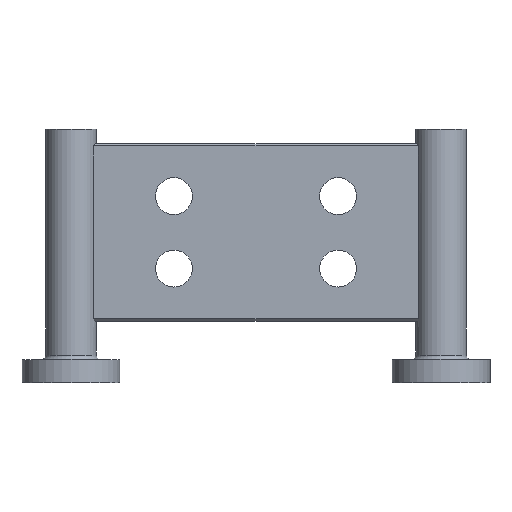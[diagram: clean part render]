
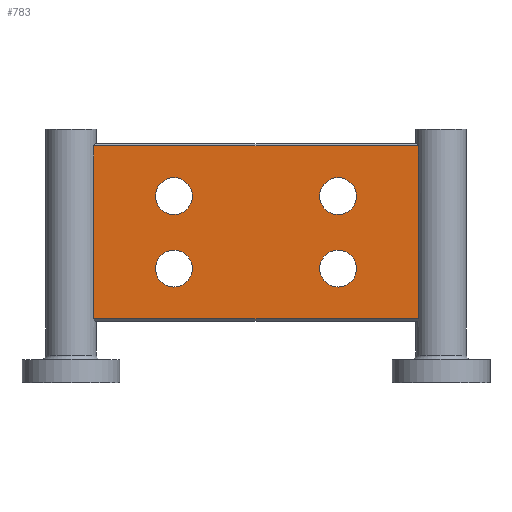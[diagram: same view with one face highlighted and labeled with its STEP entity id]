
A CAD part, front view. The second image highlights one B-rep face of the part: STEP entity #783.
In plain terms, the highlighted planar face has unit normal (0, -1, 0).
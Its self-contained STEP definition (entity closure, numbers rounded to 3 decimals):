
#10 = CARTESIAN_POINT ( 'NONE',  ( 0., 0., 102.75 ) ) ;
#43 = FACE_BOUND ( 'NONE', #965, .T. ) ;
#51 = VERTEX_POINT ( 'NONE', #460 ) ;
#54 = ORIENTED_EDGE ( 'NONE', *, *, #1184, .T. ) ;
#66 = DIRECTION ( 'NONE',  ( 0., -1., 0. ) ) ;
#78 = LINE ( 'NONE', #1095, #1117 ) ;
#87 = DIRECTION ( 'NONE',  ( 0., -1., 0. ) ) ;
#89 = LINE ( 'NONE', #1779, #863 ) ;
#98 = DIRECTION ( 'NONE',  ( 0., 0., 1. ) ) ;
#103 = EDGE_CURVE ( 'NONE', #248, #1125, #826, .T. ) ;
#107 = CARTESIAN_POINT ( 'NONE',  ( 160.865, 0., 27.75 ) ) ;
#124 = EDGE_CURVE ( 'NONE', #1125, #248, #1145, .T. ) ;
#180 = EDGE_LOOP ( 'NONE', ( #343, #1546 ) ) ;
#189 = EDGE_CURVE ( 'NONE', #51, #454, #956, .T. ) ;
#233 = CARTESIAN_POINT ( 'NONE',  ( 116.042, 0., 80.974 ) ) ;
#248 = VERTEX_POINT ( 'NONE', #1516 ) ;
#251 = AXIS2_PLACEMENT_3D ( 'NONE', #967, #554, #414 ) ;
#260 = EDGE_CURVE ( 'NONE', #454, #51, #1152, .T. ) ;
#322 = CARTESIAN_POINT ( 'NONE',  ( 116.042, 0., 49.526 ) ) ;
#343 = ORIENTED_EDGE ( 'NONE', *, *, #103, .F. ) ;
#354 = DIRECTION ( 'NONE',  ( 0., 1., 0. ) ) ;
#356 = CIRCLE ( 'NONE', #1384, 8. ) ;
#391 = DIRECTION ( 'NONE',  ( 0., 1., 0. ) ) ;
#414 = DIRECTION ( 'NONE',  ( -1., 0., 0. ) ) ;
#437 = CARTESIAN_POINT ( 'NONE',  ( 0., 0., 27.75 ) ) ;
#454 = VERTEX_POINT ( 'NONE', #789 ) ;
#460 = CARTESIAN_POINT ( 'NONE',  ( 52.824, 0., 80.974 ) ) ;
#464 = ORIENTED_EDGE ( 'NONE', *, *, #1055, .T. ) ;
#511 = DIRECTION ( 'NONE',  ( 1., 0., 0. ) ) ;
#533 = VECTOR ( 'NONE', #1326, 1000. ) ;
#549 = CARTESIAN_POINT ( 'NONE',  ( 44.824, 0., 49.526 ) ) ;
#554 = DIRECTION ( 'NONE',  ( 0., 1., 0. ) ) ;
#591 = VERTEX_POINT ( 'NONE', #437 ) ;
#622 = FACE_OUTER_BOUND ( 'NONE', #1333, .T. ) ;
#627 = CARTESIAN_POINT ( 'NONE',  ( 124.042, 0., 49.526 ) ) ;
#637 = VERTEX_POINT ( 'NONE', #840 ) ;
#644 = ORIENTED_EDGE ( 'NONE', *, *, #1380, .T. ) ;
#669 = DIRECTION ( 'NONE',  ( 0., 0., 1. ) ) ;
#694 = EDGE_CURVE ( 'NONE', #1206, #1247, #1261, .T. ) ;
#707 = AXIS2_PLACEMENT_3D ( 'NONE', #322, #893, #724 ) ;
#724 = DIRECTION ( 'NONE',  ( 1., 0., 0. ) ) ;
#725 = DIRECTION ( 'NONE',  ( 0., 0., 1. ) ) ;
#732 = LINE ( 'NONE', #1424, #533 ) ;
#743 = FACE_BOUND ( 'NONE', #1021, .T. ) ;
#762 = AXIS2_PLACEMENT_3D ( 'NONE', #1084, #87, #511 ) ;
#783 = ADVANCED_FACE ( 'NONE', ( #622, #1744, #743, #1435, #43 ), #1720, .F. ) ;
#789 = CARTESIAN_POINT ( 'NONE',  ( 36.824, 0., 80.974 ) ) ;
#792 = DIRECTION ( 'NONE',  ( 0., -1., 0. ) ) ;
#810 = EDGE_CURVE ( 'NONE', #1679, #1185, #1000, .T. ) ;
#823 = VERTEX_POINT ( 'NONE', #1337 ) ;
#826 = CIRCLE ( 'NONE', #1060, 8. ) ;
#840 = CARTESIAN_POINT ( 'NONE',  ( 36.824, 0., 49.526 ) ) ;
#853 = DIRECTION ( 'NONE',  ( 0., 1., 0. ) ) ;
#863 = VECTOR ( 'NONE', #98, 1000. ) ;
#865 = AXIS2_PLACEMENT_3D ( 'NONE', #881, #853, #1415 ) ;
#881 = CARTESIAN_POINT ( 'NONE',  ( 44.824, 0., 80.974 ) ) ;
#893 = DIRECTION ( 'NONE',  ( 0., -1., 0. ) ) ;
#912 = DIRECTION ( 'NONE',  ( 1., 0., 0. ) ) ;
#952 = CARTESIAN_POINT ( 'NONE',  ( 108.042, 0., 80.974 ) ) ;
#956 = CIRCLE ( 'NONE', #865, 8. ) ;
#965 = EDGE_LOOP ( 'NONE', ( #1149, #1623 ) ) ;
#967 = CARTESIAN_POINT ( 'NONE',  ( 44.824, 0., 80.974 ) ) ;
#971 = DIRECTION ( 'NONE',  ( 0., 1., 0. ) ) ;
#976 = EDGE_CURVE ( 'NONE', #1185, #1679, #1830, .T. ) ;
#1000 = CIRCLE ( 'NONE', #1172, 8. ) ;
#1021 = EDGE_LOOP ( 'NONE', ( #644, #1567 ) ) ;
#1055 = EDGE_CURVE ( 'NONE', #591, #1098, #732, .T. ) ;
#1060 = AXIS2_PLACEMENT_3D ( 'NONE', #233, #792, #1225 ) ;
#1076 = DIRECTION ( 'NONE',  ( -1., 0., 0. ) ) ;
#1084 = CARTESIAN_POINT ( 'NONE',  ( 116.042, 0., 80.974 ) ) ;
#1095 = CARTESIAN_POINT ( 'NONE',  ( 160.865, 0., 27.75 ) ) ;
#1098 = VERTEX_POINT ( 'NONE', #107 ) ;
#1099 = EDGE_CURVE ( 'NONE', #823, #637, #356, .T. ) ;
#1117 = VECTOR ( 'NONE', #669, 1000. ) ;
#1125 = VERTEX_POINT ( 'NONE', #952 ) ;
#1134 = DIRECTION ( 'NONE',  ( 1., 0., 0. ) ) ;
#1145 = CIRCLE ( 'NONE', #762, 8. ) ;
#1149 = ORIENTED_EDGE ( 'NONE', *, *, #810, .F. ) ;
#1152 = CIRCLE ( 'NONE', #251, 8. ) ;
#1172 = AXIS2_PLACEMENT_3D ( 'NONE', #1327, #66, #912 ) ;
#1175 = AXIS2_PLACEMENT_3D ( 'NONE', #549, #971, #1244 ) ;
#1184 = EDGE_CURVE ( 'NONE', #1098, #1247, #78, .T. ) ;
#1185 = VERTEX_POINT ( 'NONE', #1794 ) ;
#1206 = VERTEX_POINT ( 'NONE', #1666 ) ;
#1207 = CIRCLE ( 'NONE', #1175, 8. ) ;
#1225 = DIRECTION ( 'NONE',  ( 1., 0., 0. ) ) ;
#1244 = DIRECTION ( 'NONE',  ( -1., 0., 0. ) ) ;
#1247 = VERTEX_POINT ( 'NONE', #1252 ) ;
#1252 = CARTESIAN_POINT ( 'NONE',  ( 160.865, 0., 102.75 ) ) ;
#1261 = LINE ( 'NONE', #10, #1555 ) ;
#1277 = ORIENTED_EDGE ( 'NONE', *, *, #694, .F. ) ;
#1326 = DIRECTION ( 'NONE',  ( 1., 0., 0. ) ) ;
#1327 = CARTESIAN_POINT ( 'NONE',  ( 116.042, 0., 49.526 ) ) ;
#1333 = EDGE_LOOP ( 'NONE', ( #464, #54, #1277, #1799 ) ) ;
#1337 = CARTESIAN_POINT ( 'NONE',  ( 52.824, 0., 49.526 ) ) ;
#1352 = AXIS2_PLACEMENT_3D ( 'NONE', #1581, #354, #725 ) ;
#1380 = EDGE_CURVE ( 'NONE', #637, #823, #1207, .T. ) ;
#1384 = AXIS2_PLACEMENT_3D ( 'NONE', #1490, #391, #1076 ) ;
#1415 = DIRECTION ( 'NONE',  ( -1., 0., 0. ) ) ;
#1424 = CARTESIAN_POINT ( 'NONE',  ( 0., 0., 27.75 ) ) ;
#1435 = FACE_BOUND ( 'NONE', #180, .T. ) ;
#1490 = CARTESIAN_POINT ( 'NONE',  ( 44.824, 0., 49.526 ) ) ;
#1492 = ORIENTED_EDGE ( 'NONE', *, *, #260, .T. ) ;
#1516 = CARTESIAN_POINT ( 'NONE',  ( 124.042, 0., 80.974 ) ) ;
#1546 = ORIENTED_EDGE ( 'NONE', *, *, #124, .F. ) ;
#1555 = VECTOR ( 'NONE', #1134, 1000. ) ;
#1567 = ORIENTED_EDGE ( 'NONE', *, *, #1099, .T. ) ;
#1570 = EDGE_CURVE ( 'NONE', #591, #1206, #89, .T. ) ;
#1581 = CARTESIAN_POINT ( 'NONE',  ( 0., 0., 27.75 ) ) ;
#1623 = ORIENTED_EDGE ( 'NONE', *, *, #976, .F. ) ;
#1666 = CARTESIAN_POINT ( 'NONE',  ( 0., 0., 102.75 ) ) ;
#1679 = VERTEX_POINT ( 'NONE', #627 ) ;
#1706 = EDGE_LOOP ( 'NONE', ( #1492, #1782 ) ) ;
#1720 = PLANE ( 'NONE',  #1352 ) ;
#1744 = FACE_BOUND ( 'NONE', #1706, .T. ) ;
#1779 = CARTESIAN_POINT ( 'NONE',  ( 0., 0., 27.75 ) ) ;
#1782 = ORIENTED_EDGE ( 'NONE', *, *, #189, .T. ) ;
#1794 = CARTESIAN_POINT ( 'NONE',  ( 108.042, 0., 49.526 ) ) ;
#1799 = ORIENTED_EDGE ( 'NONE', *, *, #1570, .F. ) ;
#1830 = CIRCLE ( 'NONE', #707, 8. ) ;
